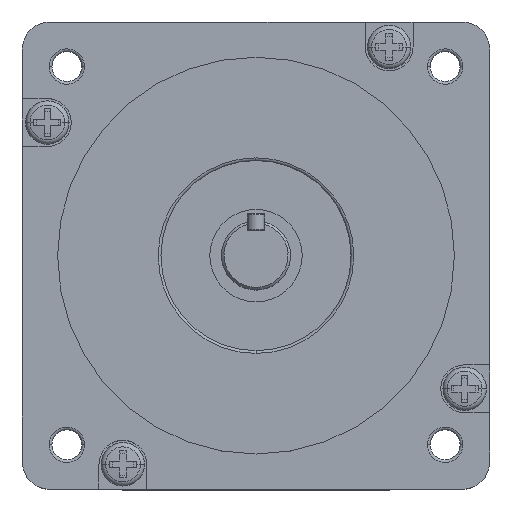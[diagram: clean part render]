
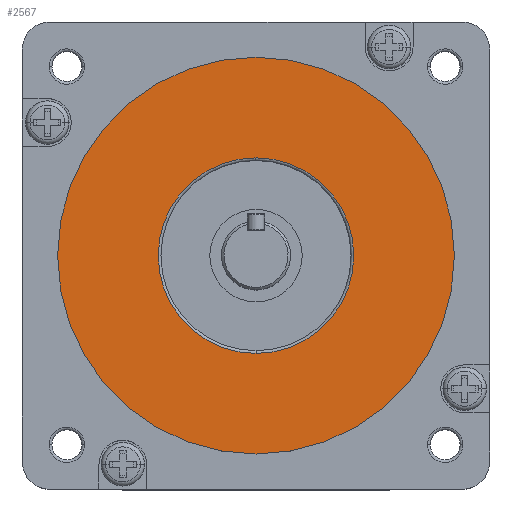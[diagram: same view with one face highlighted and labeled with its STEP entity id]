
A CAD part, top view. The second image highlights one B-rep face of the part: STEP entity #2567.
In plain terms, the highlighted planar face has unit normal (0, 0, 1).
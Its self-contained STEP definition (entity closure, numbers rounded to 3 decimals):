
#286=CARTESIAN_POINT('',(0.,0.,21.1));
#287=DIRECTION('',(0.,0.,1.));
#288=DIRECTION('',(1.,0.,0.));
#289=AXIS2_PLACEMENT_3D('',#286,#287,#288);
#294=CARTESIAN_POINT('',(0.,0.,21.1));
#295=DIRECTION('',(0.,0.,1.));
#296=DIRECTION('',(-1.,0.,0.));
#297=AXIS2_PLACEMENT_3D('',#294,#295,#296);
#302=CARTESIAN_POINT('',(0.,0.,21.1));
#303=DIRECTION('',(0.,0.,-1.));
#304=DIRECTION('',(0.,-1.,0.));
#305=AXIS2_PLACEMENT_3D('',#302,#303,#304);
#310=CARTESIAN_POINT('',(0.,0.,21.1));
#311=DIRECTION('',(0.,0.,-1.));
#312=DIRECTION('',(0.,1.,0.));
#313=AXIS2_PLACEMENT_3D('',#310,#311,#312);
#2090=CARTESIAN_POINT('',(36.513,0.,21.1));
#2091=CARTESIAN_POINT('',(-36.513,0.,21.1));
#2092=VERTEX_POINT('',#2090);
#2093=VERTEX_POINT('',#2091);
#2306=CARTESIAN_POINT('',(0.,-18.,21.1));
#2307=CARTESIAN_POINT('',(0.,18.,21.1));
#2308=VERTEX_POINT('',#2306);
#2309=VERTEX_POINT('',#2307);
#2552=CARTESIAN_POINT('',(0.,0.,21.1));
#2553=DIRECTION('',(0.,0.,1.));
#2554=DIRECTION('',(1.,0.,0.));
#2555=AXIS2_PLACEMENT_3D('',#2552,#2553,#2554);
#2556=PLANE('',#2555);
#2557=ORIENTED_EDGE('',*,*,#2532,.F.);
#2558=ORIENTED_EDGE('',*,*,#2546,.F.);
#2559=EDGE_LOOP('',(#2557,#2558));
#2560=FACE_OUTER_BOUND('',#2559,.F.);
#2562=ORIENTED_EDGE('',*,*,#2561,.F.);
#2564=ORIENTED_EDGE('',*,*,#2563,.F.);
#2565=EDGE_LOOP('',(#2562,#2564));
#2566=FACE_BOUND('',#2565,.F.);
#2567=ADVANCED_FACE('',(#2560,#2566),#2556,.T.);
#290=CIRCLE('',#289,36.513);
#298=CIRCLE('',#297,36.513);
#306=CIRCLE('',#305,18.);
#314=CIRCLE('',#313,18.);
#2532=EDGE_CURVE('',#2092,#2093,#290,.T.);
#2546=EDGE_CURVE('',#2093,#2092,#298,.T.);
#2561=EDGE_CURVE('',#2308,#2309,#306,.T.);
#2563=EDGE_CURVE('',#2309,#2308,#314,.T.);
